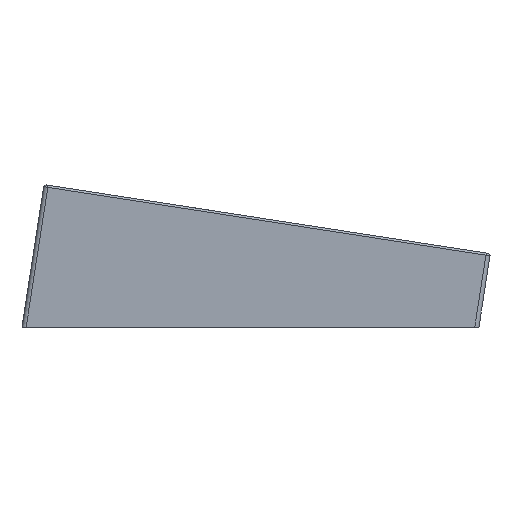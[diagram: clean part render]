
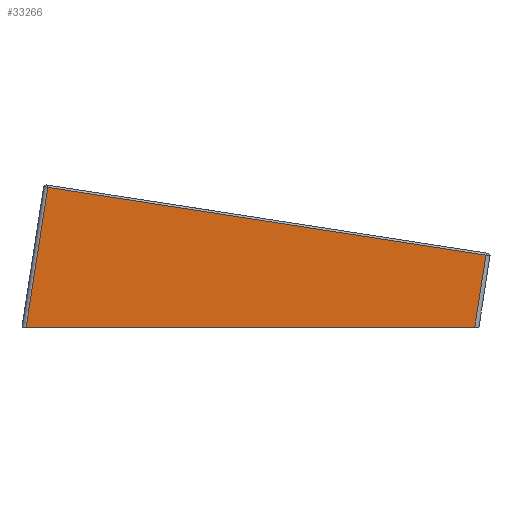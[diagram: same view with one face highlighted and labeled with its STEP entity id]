
A CAD part, left-side view. The second image highlights one B-rep face of the part: STEP entity #33266.
In plain terms, the highlighted planar face has unit normal (-1, 0, 0).
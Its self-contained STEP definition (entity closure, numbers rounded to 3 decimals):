
#2828=FACE_OUTER_BOUND('',#4805,.T.);
#4805=EDGE_LOOP('',(#30242,#30243,#30244,#30245));
#9534=LINE('',#55845,#12848);
#9564=LINE('',#55924,#12878);
#9566=LINE('',#55930,#12880);
#9567=LINE('',#55931,#12881);
#12848=VECTOR('',#46117,10.);
#12878=VECTOR('',#46205,10.);
#12880=VECTOR('',#46211,10.);
#12881=VECTOR('',#46212,10.);
#16024=VERTEX_POINT('',#55839);
#16025=VERTEX_POINT('',#55843);
#16045=VERTEX_POINT('',#55923);
#16047=VERTEX_POINT('',#55929);
#20760=EDGE_CURVE('',#16025,#16024,#9534,.T.);
#20800=EDGE_CURVE('',#16024,#16045,#9564,.T.);
#20803=EDGE_CURVE('',#16047,#16025,#9566,.T.);
#20804=EDGE_CURVE('',#16047,#16045,#9567,.T.);
#30242=ORIENTED_EDGE('',*,*,#20760,.F.);
#30243=ORIENTED_EDGE('',*,*,#20803,.F.);
#30244=ORIENTED_EDGE('',*,*,#20804,.T.);
#30245=ORIENTED_EDGE('',*,*,#20800,.F.);
#31352=PLANE('',#36565);
#33266=ADVANCED_FACE('',(#2828),#31352,.T.);
#36565=AXIS2_PLACEMENT_3D('',#55928,#46209,#46210);
#46117=DIRECTION('',(0.,-0.988,-0.153));
#46205=DIRECTION('',(0.,0.153,-0.988));
#46209=DIRECTION('center_axis',(-1.,0.,0.));
#46210=DIRECTION('ref_axis',(0.,-0.988,-0.153));
#46211=DIRECTION('',(0.,-0.153,0.988));
#46212=DIRECTION('',(0.,-1.,0.));
#55839=CARTESIAN_POINT('',(-4.275,-105.075,16.672));
#55843=CARTESIAN_POINT('',(-4.275,0.863,33.072));
#55845=CARTESIAN_POINT('',(-4.275,-25.127,29.049));
#55923=CARTESIAN_POINT('',(-4.275,-102.381,-0.729));
#55924=CARTESIAN_POINT('',(-4.275,-102.397,-0.622));
#55928=CARTESIAN_POINT('Origin',(-4.275,4.529,15.931));
#55929=CARTESIAN_POINT('',(-4.275,6.096,-0.729));
#55930=CARTESIAN_POINT('',(-4.275,3.541,15.778));
#55931=CARTESIAN_POINT('',(-4.275,-49.432,-0.729));
